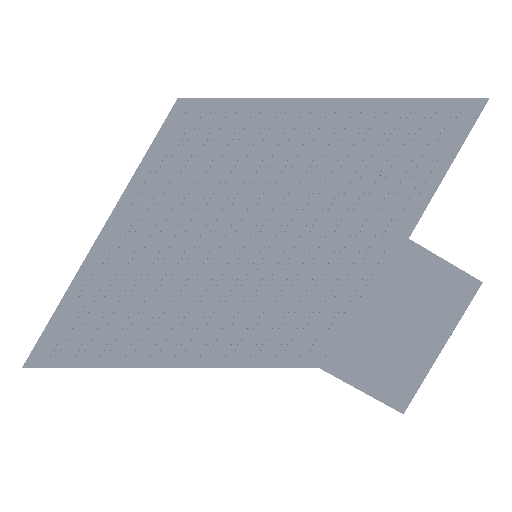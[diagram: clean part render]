
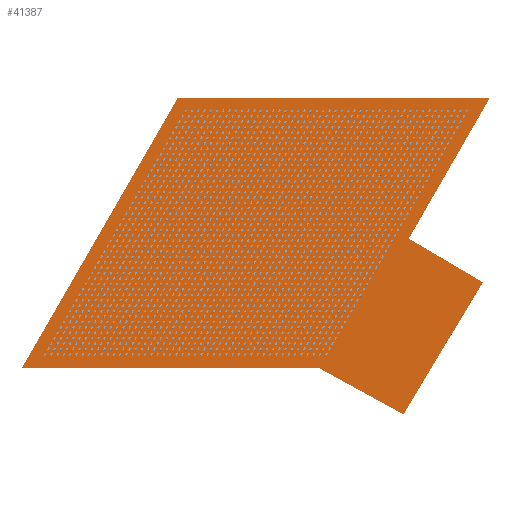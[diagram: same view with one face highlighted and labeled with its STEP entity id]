
A CAD part, top view. The second image highlights one B-rep face of the part: STEP entity #41387.
In plain terms, the highlighted planar face has unit normal (0, 0, 1).
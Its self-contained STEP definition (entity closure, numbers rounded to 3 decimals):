
#41162 = VERTEX_POINT('',#41163);
#41163 = CARTESIAN_POINT('',(51.732,-31.6,1.6));
#41169 = EDGE_CURVE('',#41162,#41170,#41172,.T.);
#41170 = VERTEX_POINT('',#41171);
#41171 = CARTESIAN_POINT('',(68.332,-41.4,1.6));
#41172 = LINE('',#41173,#41174);
#41173 = CARTESIAN_POINT('',(51.732,-31.6,1.6));
#41174 = VECTOR('',#41175,1.);
#41175 = DIRECTION('',(0.861,-0.508,0.));
#41200 = EDGE_CURVE('',#41170,#41201,#41203,.T.);
#41201 = VERTEX_POINT('',#41202);
#41202 = CARTESIAN_POINT('',(50.532,-71.,1.6));
#41203 = LINE('',#41204,#41205);
#41204 = CARTESIAN_POINT('',(68.332,-41.4,1.6));
#41205 = VECTOR('',#41206,1.);
#41206 = DIRECTION('',(-0.515,-0.857,0.));
#41231 = EDGE_CURVE('',#41201,#41232,#41234,.T.);
#41232 = VERTEX_POINT('',#41233);
#41233 = CARTESIAN_POINT('',(31.5,-60.56,1.6));
#41234 = LINE('',#41235,#41236);
#41235 = CARTESIAN_POINT('',(50.532,-71.,1.6));
#41236 = VECTOR('',#41237,1.);
#41237 = DIRECTION('',(-0.877,0.481,0.));
#41262 = EDGE_CURVE('',#41232,#41263,#41265,.T.);
#41263 = VERTEX_POINT('',#41264);
#41264 = CARTESIAN_POINT('',(-34.964,-60.56,1.6));
#41265 = LINE('',#41266,#41267);
#41266 = CARTESIAN_POINT('',(31.5,-60.56,1.6));
#41267 = VECTOR('',#41268,1.);
#41268 = DIRECTION('',(-1.,0.,0.));
#41293 = EDGE_CURVE('',#41263,#41294,#41296,.T.);
#41294 = VERTEX_POINT('',#41295);
#41295 = CARTESIAN_POINT('',(0.,0.,1.6));
#41296 = LINE('',#41297,#41298);
#41297 = CARTESIAN_POINT('',(-34.964,-60.56,1.6));
#41298 = VECTOR('',#41299,1.);
#41299 = DIRECTION('',(0.5,0.866,0.));
#41324 = EDGE_CURVE('',#41294,#41325,#41327,.T.);
#41325 = VERTEX_POINT('',#41326);
#41326 = CARTESIAN_POINT('',(69.928,0.,1.6));
#41327 = LINE('',#41328,#41329);
#41328 = CARTESIAN_POINT('',(0.,0.,1.6));
#41329 = VECTOR('',#41330,1.);
#41330 = DIRECTION('',(1.,0.,0.));
#41355 = EDGE_CURVE('',#41325,#41162,#41356,.T.);
#41356 = LINE('',#41357,#41358);
#41357 = CARTESIAN_POINT('',(69.928,0.,1.6));
#41358 = VECTOR('',#41359,1.);
#41359 = DIRECTION('',(-0.499,-0.867,0.));
#41387 = ADVANCED_FACE('',(#41388),#41397,.T.);
#41388 = FACE_BOUND('',#41389,.F.);
#41389 = EDGE_LOOP('',(#41390,#41391,#41392,#41393,#41394,#41395,#41396)
  );
#41390 = ORIENTED_EDGE('',*,*,#41169,.T.);
#41391 = ORIENTED_EDGE('',*,*,#41200,.T.);
#41392 = ORIENTED_EDGE('',*,*,#41231,.T.);
#41393 = ORIENTED_EDGE('',*,*,#41262,.T.);
#41394 = ORIENTED_EDGE('',*,*,#41293,.T.);
#41395 = ORIENTED_EDGE('',*,*,#41324,.T.);
#41396 = ORIENTED_EDGE('',*,*,#41355,.T.);
#41397 = PLANE('',#41398);
#41398 = AXIS2_PLACEMENT_3D('',#41399,#41400,#41401);
#41399 = CARTESIAN_POINT('',(0.,0.,1.6));
#41400 = DIRECTION('',(0.,0.,1.));
#41401 = DIRECTION('',(1.,0.,-0.));
